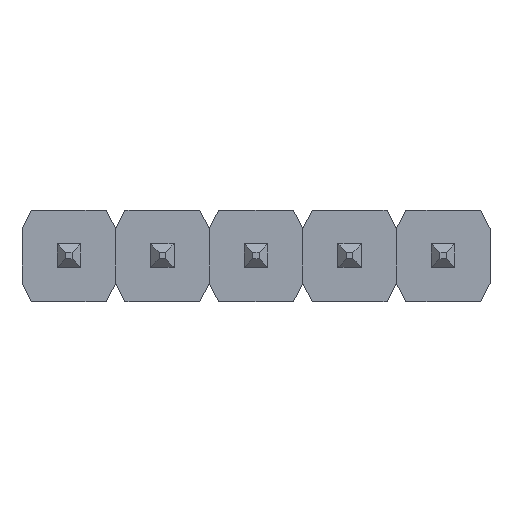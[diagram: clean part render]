
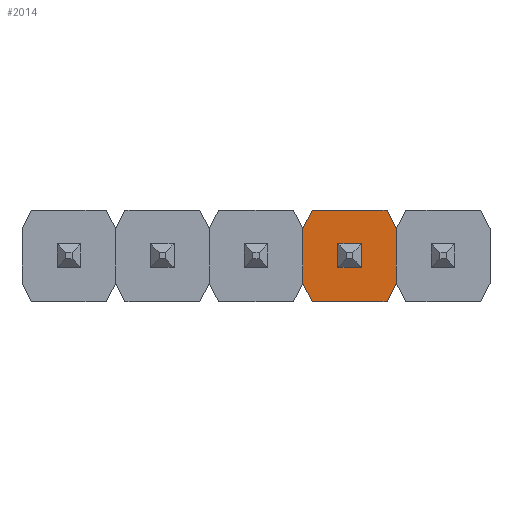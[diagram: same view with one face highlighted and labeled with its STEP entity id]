
A CAD part, top view. The second image highlights one B-rep face of the part: STEP entity #2014.
In plain terms, the highlighted planar face has unit normal (0, 0, 1).
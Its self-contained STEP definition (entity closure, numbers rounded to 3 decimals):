
#1819=CARTESIAN_POINT('',(6.35,-0.737,1.524));
#1820=VERTEX_POINT('',#1819);
#1827=CARTESIAN_POINT('',(6.35,0.737,1.524));
#1828=VERTEX_POINT('',#1827);
#1829=CARTESIAN_POINT('',(6.35,-0.737,1.524));
#1830=DIRECTION('',(0.0,1.0,0.0));
#1831=VECTOR('',#1830,1.473);
#1832=LINE('',#1829,#1831);
#1833=EDGE_CURVE('',#1820,#1828,#1832,.T.);
#1850=CARTESIAN_POINT('',(6.604,-1.245,1.524));
#1851=VERTEX_POINT('',#1850);
#1858=CARTESIAN_POINT('',(6.604,-1.245,1.524));
#1859=DIRECTION('',(-0.447,0.894,0.0));
#1860=VECTOR('',#1859,0.568);
#1861=LINE('',#1858,#1860);
#1862=EDGE_CURVE('',#1851,#1820,#1861,.T.);
#1877=CARTESIAN_POINT('',(8.636,-1.245,1.524));
#1878=VERTEX_POINT('',#1877);
#1885=CARTESIAN_POINT('',(8.636,-1.245,1.524));
#1886=DIRECTION('',(-1.0,0.0,0.0));
#1887=VECTOR('',#1886,2.032);
#1888=LINE('',#1885,#1887);
#1889=EDGE_CURVE('',#1878,#1851,#1888,.T.);
#1904=CARTESIAN_POINT('',(8.89,-0.737,1.524));
#1905=VERTEX_POINT('',#1904);
#1912=CARTESIAN_POINT('',(8.89,-0.737,1.524));
#1913=DIRECTION('',(-0.447,-0.894,0.0));
#1914=VECTOR('',#1913,0.568);
#1915=LINE('',#1912,#1914);
#1916=EDGE_CURVE('',#1905,#1878,#1915,.T.);
#1928=CARTESIAN_POINT('',(8.89,0.737,1.524));
#1929=VERTEX_POINT('',#1928);
#1936=CARTESIAN_POINT('',(8.89,0.737,1.524));
#1937=DIRECTION('',(0.0,-1.0,0.0));
#1938=VECTOR('',#1937,1.473);
#1939=LINE('',#1936,#1938);
#1940=EDGE_CURVE('',#1929,#1905,#1939,.T.);
#1952=CARTESIAN_POINT('',(8.636,1.245,1.524));
#1953=VERTEX_POINT('',#1952);
#1960=CARTESIAN_POINT('',(8.636,1.245,1.524));
#1961=DIRECTION('',(0.447,-0.894,0.0));
#1962=VECTOR('',#1961,0.568);
#1963=LINE('',#1960,#1962);
#1964=EDGE_CURVE('',#1953,#1929,#1963,.T.);
#1977=CARTESIAN_POINT('',(6.604,1.245,1.524));
#1978=VERTEX_POINT('',#1977);
#1979=CARTESIAN_POINT('',(6.35,0.737,1.524));
#1980=DIRECTION('',(0.447,0.894,0.0));
#1981=VECTOR('',#1980,0.568);
#1982=LINE('',#1979,#1981);
#1983=EDGE_CURVE('',#1828,#1978,#1982,.T.);
#1994=CARTESIAN_POINT('',(7.62,0.,1.524));
#1995=DIRECTION('',(0.0,0.0,1.0));
#1996=DIRECTION('',(1.0,0.0,0.0));
#1997=AXIS2_PLACEMENT_3D('',#1994,#1995,#1996);
#1998=PLANE('',#1997);
#1999=ORIENTED_EDGE('',*,*,#1983,.F.);
#2000=ORIENTED_EDGE('',*,*,#1833,.F.);
#2001=ORIENTED_EDGE('',*,*,#1862,.F.);
#2002=ORIENTED_EDGE('',*,*,#1889,.F.);
#2003=ORIENTED_EDGE('',*,*,#1916,.F.);
#2004=ORIENTED_EDGE('',*,*,#1940,.F.);
#2005=ORIENTED_EDGE('',*,*,#1964,.F.);
#2006=CARTESIAN_POINT('',(6.604,1.245,1.524));
#2007=DIRECTION('',(1.0,0.0,0.0));
#2008=VECTOR('',#2007,2.032);
#2009=LINE('',#2006,#2008);
#2010=EDGE_CURVE('',#1978,#1953,#2009,.T.);
#2011=ORIENTED_EDGE('',*,*,#2010,.F.);
#2012=EDGE_LOOP('',(#1999,#2000,#2001,#2002,#2003,#2004,#2005,#2011));
#2013=FACE_OUTER_BOUND('',#2012,.T.);
#2014=ADVANCED_FACE('',(#2013),#1998,.T.);
